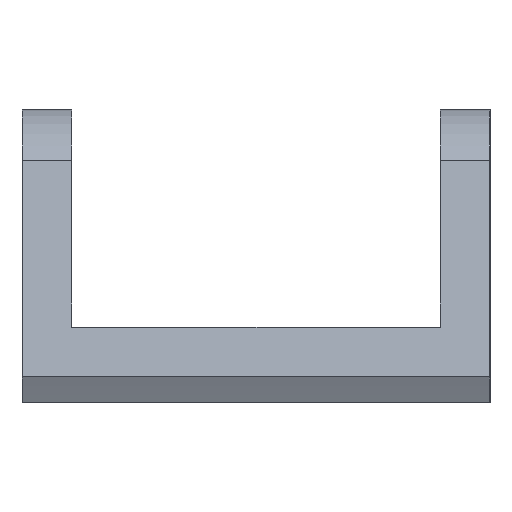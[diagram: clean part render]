
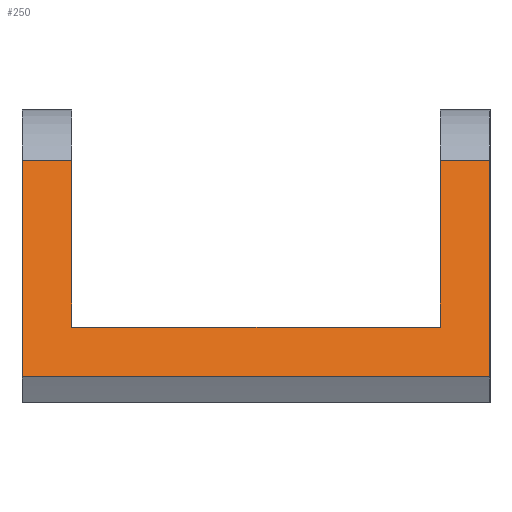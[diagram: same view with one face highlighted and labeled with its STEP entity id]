
A CAD part, left-side view. The second image highlights one B-rep face of the part: STEP entity #250.
In plain terms, the highlighted planar face has unit normal (-0.966, 0, 0.259).
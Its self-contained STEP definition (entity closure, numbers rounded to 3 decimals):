
#127=CARTESIAN_POINT('Vertex',(-101.631,48.,-117.437)) ;
#130=CARTESIAN_POINT('Line Origine',(-107.458,48.,-139.185)) ;
#134=CARTESIAN_POINT('Vertex',(-113.285,48.,-160.933)) ;
#158=CARTESIAN_POINT('Line Origine',(-109.2,61.,-145.685)) ;
#162=CARTESIAN_POINT('Vertex',(-101.631,61.,-117.437)) ;
#164=CARTESIAN_POINT('Vertex',(-116.769,61.,-173.933)) ;
#197=CARTESIAN_POINT('Axis2P3D Location',(-116.769,0.,-173.933)) ;
#202=CARTESIAN_POINT('Line Origine',(-101.631,54.5,-117.437)) ;
#207=CARTESIAN_POINT('Line Origine',(-116.769,0.,-173.933)) ;
#211=CARTESIAN_POINT('Vertex',(-116.769,-61.,-173.933)) ;
#214=CARTESIAN_POINT('Line Origine',(-109.2,-61.,-145.685)) ;
#218=CARTESIAN_POINT('Vertex',(-101.631,-61.,-117.437)) ;
#221=CARTESIAN_POINT('Line Origine',(-101.631,-54.5,-117.437)) ;
#225=CARTESIAN_POINT('Vertex',(-101.631,-48.,-117.437)) ;
#228=CARTESIAN_POINT('Line Origine',(-107.458,-48.,-139.185)) ;
#232=CARTESIAN_POINT('Vertex',(-113.285,-48.,-160.933)) ;
#235=CARTESIAN_POINT('Line Origine',(-113.285,0.,-160.933)) ;
#131=DIRECTION('Vector Direction',(-0.259,0.,-0.966)) ;
#159=DIRECTION('Vector Direction',(0.259,0.,0.966)) ;
#198=DIRECTION('Axis2P3D Direction',(-0.966,0.,0.259)) ;
#199=DIRECTION('Axis2P3D XDirection',(0.259,0.,0.966)) ;
#203=DIRECTION('Vector Direction',(0.,1.,0.)) ;
#208=DIRECTION('Vector Direction',(0.,1.,0.)) ;
#215=DIRECTION('Vector Direction',(0.259,0.,0.966)) ;
#222=DIRECTION('Vector Direction',(0.,1.,0.)) ;
#229=DIRECTION('Vector Direction',(-0.259,0.,-0.966)) ;
#236=DIRECTION('Vector Direction',(0.,-1.,0.)) ;
#200=AXIS2_PLACEMENT_3D('Plane Axis2P3D',#197,#198,#199) ;
#241=ORIENTED_EDGE('',*,*,#206,.T.) ;
#242=ORIENTED_EDGE('',*,*,#166,.T.) ;
#243=ORIENTED_EDGE('',*,*,#213,.F.) ;
#244=ORIENTED_EDGE('',*,*,#220,.F.) ;
#245=ORIENTED_EDGE('',*,*,#227,.T.) ;
#246=ORIENTED_EDGE('',*,*,#234,.T.) ;
#247=ORIENTED_EDGE('',*,*,#239,.F.) ;
#248=ORIENTED_EDGE('',*,*,#136,.F.) ;
#132=VECTOR('Line Direction',#131,1.) ;
#160=VECTOR('Line Direction',#159,1.) ;
#204=VECTOR('Line Direction',#203,1.) ;
#209=VECTOR('Line Direction',#208,1.) ;
#216=VECTOR('Line Direction',#215,1.) ;
#223=VECTOR('Line Direction',#222,1.) ;
#230=VECTOR('Line Direction',#229,1.) ;
#237=VECTOR('Line Direction',#236,1.) ;
#250=ADVANCED_FACE('PartBody',(#249),#201,.T.) ;
#136=EDGE_CURVE('',#128,#135,#133,.T.) ;
#166=EDGE_CURVE('',#163,#165,#161,.F.) ;
#206=EDGE_CURVE('',#128,#163,#205,.T.) ;
#213=EDGE_CURVE('',#212,#165,#210,.T.) ;
#220=EDGE_CURVE('',#219,#212,#217,.F.) ;
#227=EDGE_CURVE('',#219,#226,#224,.T.) ;
#234=EDGE_CURVE('',#226,#233,#231,.T.) ;
#239=EDGE_CURVE('',#135,#233,#238,.T.) ;
#240=EDGE_LOOP('',(#241,#242,#243,#244,#245,#246,#247,#248)) ;
#249=FACE_OUTER_BOUND('',#240,.T.) ;
#133=LINE('Line',#130,#132) ;
#161=LINE('Line',#158,#160) ;
#205=LINE('Line',#202,#204) ;
#210=LINE('Line',#207,#209) ;
#217=LINE('Line',#214,#216) ;
#224=LINE('Line',#221,#223) ;
#231=LINE('Line',#228,#230) ;
#238=LINE('Line',#235,#237) ;
#201=PLANE('Plane',#200) ;
#128=VERTEX_POINT('',#127) ;
#135=VERTEX_POINT('',#134) ;
#163=VERTEX_POINT('',#162) ;
#165=VERTEX_POINT('',#164) ;
#212=VERTEX_POINT('',#211) ;
#219=VERTEX_POINT('',#218) ;
#226=VERTEX_POINT('',#225) ;
#233=VERTEX_POINT('',#232) ;
